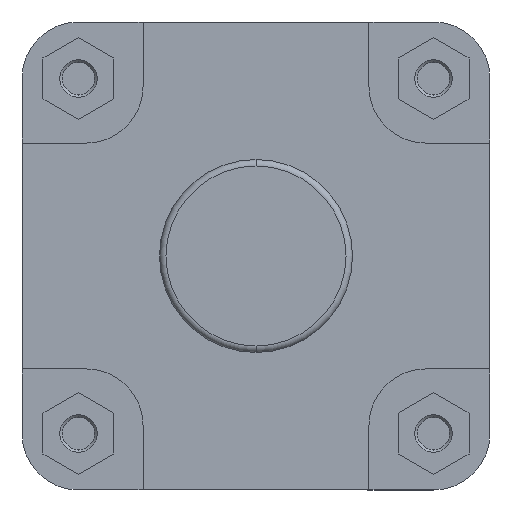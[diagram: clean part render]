
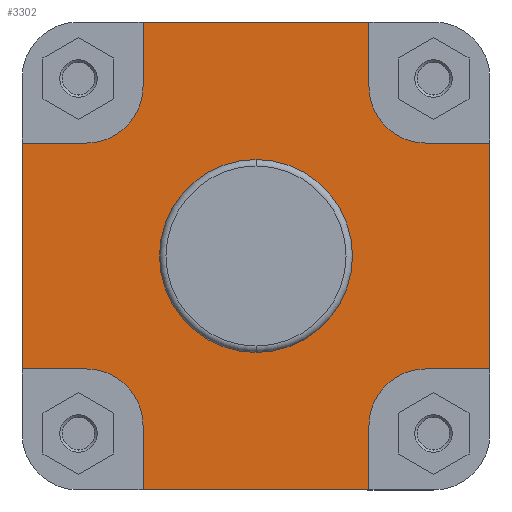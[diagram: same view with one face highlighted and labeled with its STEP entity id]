
A CAD part, left-side view. The second image highlights one B-rep face of the part: STEP entity #3302.
In plain terms, the highlighted planar face has unit normal (-1, 0, 0).
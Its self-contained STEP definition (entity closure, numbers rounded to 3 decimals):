
#353 = EDGE_LOOP ( 'NONE', ( #5960, #6140 ) ) ;
#414 = EDGE_LOOP ( 'NONE', ( #5859, #5907, #5984, #5864, #6017, #5986, #6032, #6181, #5957, #5958, #6121, #5963, #6020, #5970, #6137, #5969 ) ) ;
#452 = FACE_BOUND ( 'NONE', #353, .T. ) ;
#456 = FACE_OUTER_BOUND ( 'NONE', #414, .T. ) ;
#752 = VERTEX_POINT ( 'NONE', #1817 ) ;
#763 = CARTESIAN_POINT ( 'NONE',  ( 46., 72.5, 35. ) ) ;
#796 = CARTESIAN_POINT ( 'NONE',  ( 46., 72.5, -35. ) ) ;
#910 = VERTEX_POINT ( 'NONE', #1083 ) ;
#923 = CARTESIAN_POINT ( 'NONE',  ( 46., 0., 29.9 ) ) ;
#1043 = VERTEX_POINT ( 'NONE', #1614 ) ;
#1083 = CARTESIAN_POINT ( 'NONE',  ( 46., 35., -72.5 ) ) ;
#1109 = VERTEX_POINT ( 'NONE', #2012 ) ;
#1120 = VERTEX_POINT ( 'NONE', #1711 ) ;
#1123 = VERTEX_POINT ( 'NONE', #1952 ) ;
#1130 = CARTESIAN_POINT ( 'NONE',  ( 46., -35., -52.5 ) ) ;
#1153 = VERTEX_POINT ( 'NONE', #1130 ) ;
#1201 = VERTEX_POINT ( 'NONE', #2020 ) ;
#1203 = VERTEX_POINT ( 'NONE', #2037 ) ;
#1328 = VECTOR ( 'NONE', #6960, 1000. ) ;
#1336 = LINE ( 'NONE', #6953, #1328 ) ;
#1344 = LINE ( 'NONE', #6970, #1350 ) ;
#1350 = VECTOR ( 'NONE', #6973, 1000. ) ;
#1391 = LINE ( 'NONE', #7000, #1396 ) ;
#1396 = VECTOR ( 'NONE', #7010, 1000. ) ;
#1455 = VERTEX_POINT ( 'NONE', #923 ) ;
#1470 = CARTESIAN_POINT ( 'NONE',  ( 46., -52.5, -35. ) ) ;
#1512 = CARTESIAN_POINT ( 'NONE',  ( 46., 0., -29.9 ) ) ;
#1513 = PLANE ( 'NONE',  #5177 ) ;
#1614 = CARTESIAN_POINT ( 'NONE',  ( 46., -52.5, 35. ) ) ;
#1625 = DIRECTION ( 'NONE',  ( 0., 0., -1. ) ) ;
#1665 = CARTESIAN_POINT ( 'NONE',  ( 46., 52.5, 35. ) ) ;
#1681 = VERTEX_POINT ( 'NONE', #1962 ) ;
#1711 = CARTESIAN_POINT ( 'NONE',  ( 46., 35., 52.5 ) ) ;
#1771 = VERTEX_POINT ( 'NONE', #1908 ) ;
#1798 = VERTEX_POINT ( 'NONE', #1512 ) ;
#1817 = CARTESIAN_POINT ( 'NONE',  ( 46., 35., -52.5 ) ) ;
#1825 = VERTEX_POINT ( 'NONE', #1665 ) ;
#1828 = CARTESIAN_POINT ( 'NONE',  ( 46., -72.5, -35. ) ) ;
#1846 = VERTEX_POINT ( 'NONE', #1470 ) ;
#1901 = VERTEX_POINT ( 'NONE', #796 ) ;
#1908 = CARTESIAN_POINT ( 'NONE',  ( 46., 52.5, -35. ) ) ;
#1952 = CARTESIAN_POINT ( 'NONE',  ( 46., -72.5, 35. ) ) ;
#1962 = CARTESIAN_POINT ( 'NONE',  ( 46., -35., -72.5 ) ) ;
#1963 = CARTESIAN_POINT ( 'NONE',  ( 46., 29.9, 0. ) ) ;
#1989 = DIRECTION ( 'NONE',  ( 1., 0., 0. ) ) ;
#1994 = VERTEX_POINT ( 'NONE', #763 ) ;
#2012 = CARTESIAN_POINT ( 'NONE',  ( 46., -35., 52.5 ) ) ;
#2020 = CARTESIAN_POINT ( 'NONE',  ( 46., 35., 72.5 ) ) ;
#2037 = CARTESIAN_POINT ( 'NONE',  ( 46., -35., 72.5 ) ) ;
#2099 = VERTEX_POINT ( 'NONE', #1828 ) ;
#2300 = CARTESIAN_POINT ( 'NONE',  ( 46., -159.641, -72.5 ) ) ;
#2301 = DIRECTION ( 'NONE',  ( 0., -1., 0. ) ) ;
#2332 = CARTESIAN_POINT ( 'NONE',  ( 46., 35., -72.5 ) ) ;
#2335 = DIRECTION ( 'NONE',  ( 0., 0., 1. ) ) ;
#2356 = CARTESIAN_POINT ( 'NONE',  ( 46., 72.5, 35. ) ) ;
#2359 = DIRECTION ( 'NONE',  ( 0., -1., 0. ) ) ;
#2431 = CARTESIAN_POINT ( 'NONE',  ( 46., 52.5, 52.5 ) ) ;
#2444 = DIRECTION ( 'NONE',  ( -1., 0., 0. ) ) ;
#2445 = DIRECTION ( 'NONE',  ( 0., 0., -1. ) ) ;
#2459 = CARTESIAN_POINT ( 'NONE',  ( 46., -52.5, -52.5 ) ) ;
#2461 = CARTESIAN_POINT ( 'NONE',  ( 46., 52.5, -52.5 ) ) ;
#2463 = DIRECTION ( 'NONE',  ( -1., 0., 0. ) ) ;
#2464 = DIRECTION ( 'NONE',  ( 0., 0., -1. ) ) ;
#2468 = DIRECTION ( 'NONE',  ( -1., 0., 0. ) ) ;
#2469 = DIRECTION ( 'NONE',  ( 0., 0., -1. ) ) ;
#2476 = CARTESIAN_POINT ( 'NONE',  ( 46., 52.5, -35. ) ) ;
#2477 = DIRECTION ( 'NONE',  ( 0., 1., 0. ) ) ;
#2478 = CARTESIAN_POINT ( 'NONE',  ( 46., 72.5, 0. ) ) ;
#2479 = DIRECTION ( 'NONE',  ( 0., 0., 1. ) ) ;
#2543 = CARTESIAN_POINT ( 'NONE',  ( 46., 0., 0. ) ) ;
#2550 = DIRECTION ( 'NONE',  ( -1., 0., 0. ) ) ;
#2551 = DIRECTION ( 'NONE',  ( 0., 0., 1. ) ) ;
#3302 = ADVANCED_FACE ( 'NONE', ( #452, #456 ), #1513, .F. ) ;
#3744 = VECTOR ( 'NONE', #7050, 1000. ) ;
#3745 = LINE ( 'NONE', #7049, #3744 ) ;
#3901 = CIRCLE ( 'NONE', #5524, 29.9 ) ;
#3950 = CIRCLE ( 'NONE', #5531, 17.5 ) ;
#3961 = VECTOR ( 'NONE', #7425, 1000. ) ;
#3964 = LINE ( 'NONE', #7424, #3961 ) ;
#3969 = LINE ( 'NONE', #7418, #3970 ) ;
#3970 = VECTOR ( 'NONE', #7419, 1000. ) ;
#3979 = LINE ( 'NONE', #7430, #3980 ) ;
#3980 = VECTOR ( 'NONE', #7431, 1000. ) ;
#4063 = LINE ( 'NONE', #2300, #4068 ) ;
#4068 = VECTOR ( 'NONE', #2301, 1000. ) ;
#4093 = LINE ( 'NONE', #2332, #4106 ) ;
#4106 = VECTOR ( 'NONE', #2335, 1000. ) ;
#4112 = LINE ( 'NONE', #2356, #4121 ) ;
#4121 = VECTOR ( 'NONE', #2359, 1000. ) ;
#4188 = CIRCLE ( 'NONE', #5581, 17.5 ) ;
#4198 = CIRCLE ( 'NONE', #5590, 17.5 ) ;
#4199 = LINE ( 'NONE', #2476, #4202 ) ;
#4201 = CIRCLE ( 'NONE', #5591, 17.5 ) ;
#4202 = VECTOR ( 'NONE', #2477, 1000. ) ;
#4205 = LINE ( 'NONE', #2478, #4206 ) ;
#4206 = VECTOR ( 'NONE', #2479, 1000. ) ;
#4261 = CIRCLE ( 'NONE', #5602, 29.9 ) ;
#4648 = EDGE_CURVE ( 'NONE', #1043, #1123, #1336, .T. ) ;
#4654 = EDGE_CURVE ( 'NONE', #2099, #1123, #1344, .T. ) ;
#4669 = EDGE_CURVE ( 'NONE', #1201, #1203, #1391, .T. ) ;
#4685 = EDGE_CURVE ( 'NONE', #1203, #1109, #3745, .T. ) ;
#4778 = EDGE_CURVE ( 'NONE', #1455, #1798, #3901, .T. ) ;
#4807 = EDGE_CURVE ( 'NONE', #1109, #1043, #3950, .T. ) ;
#4827 = EDGE_CURVE ( 'NONE', #1153, #1681, #3969, .T. ) ;
#4829 = EDGE_CURVE ( 'NONE', #2099, #1846, #3964, .T. ) ;
#4832 = EDGE_CURVE ( 'NONE', #1120, #1201, #3979, .T. ) ;
#4894 = EDGE_CURVE ( 'NONE', #910, #1681, #4063, .T. ) ;
#4909 = EDGE_CURVE ( 'NONE', #910, #752, #4093, .T. ) ;
#4919 = EDGE_CURVE ( 'NONE', #1994, #1825, #4112, .T. ) ;
#4957 = EDGE_CURVE ( 'NONE', #1825, #1120, #4188, .T. ) ;
#4964 = EDGE_CURVE ( 'NONE', #752, #1771, #4198, .T. ) ;
#4966 = EDGE_CURVE ( 'NONE', #1846, #1153, #4201, .T. ) ;
#4969 = EDGE_CURVE ( 'NONE', #1771, #1901, #4199, .T. ) ;
#4970 = EDGE_CURVE ( 'NONE', #1901, #1994, #4205, .T. ) ;
#5001 = EDGE_CURVE ( 'NONE', #1798, #1455, #4261, .T. ) ;
#5177 = AXIS2_PLACEMENT_3D ( 'NONE', #1963, #1989, #1625 ) ;
#5524 = AXIS2_PLACEMENT_3D ( 'NONE', #7277, #7278, #7279 ) ;
#5531 = AXIS2_PLACEMENT_3D ( 'NONE', #7344, #7345, #7346 ) ;
#5581 = AXIS2_PLACEMENT_3D ( 'NONE', #2431, #2444, #2445 ) ;
#5590 = AXIS2_PLACEMENT_3D ( 'NONE', #2461, #2463, #2464 ) ;
#5591 = AXIS2_PLACEMENT_3D ( 'NONE', #2459, #2468, #2469 ) ;
#5602 = AXIS2_PLACEMENT_3D ( 'NONE', #2543, #2550, #2551 ) ;
#5859 = ORIENTED_EDGE ( 'NONE', *, *, #4894, .T. ) ;
#5864 = ORIENTED_EDGE ( 'NONE', *, *, #4829, .F. ) ;
#5907 = ORIENTED_EDGE ( 'NONE', *, *, #4827, .F. ) ;
#5957 = ORIENTED_EDGE ( 'NONE', *, *, #4669, .F. ) ;
#5958 = ORIENTED_EDGE ( 'NONE', *, *, #4832, .F. ) ;
#5960 = ORIENTED_EDGE ( 'NONE', *, *, #4778, .F. ) ;
#5963 = ORIENTED_EDGE ( 'NONE', *, *, #4919, .F. ) ;
#5969 = ORIENTED_EDGE ( 'NONE', *, *, #4909, .F. ) ;
#5970 = ORIENTED_EDGE ( 'NONE', *, *, #4969, .F. ) ;
#5984 = ORIENTED_EDGE ( 'NONE', *, *, #4966, .F. ) ;
#5986 = ORIENTED_EDGE ( 'NONE', *, *, #4648, .F. ) ;
#6017 = ORIENTED_EDGE ( 'NONE', *, *, #4654, .T. ) ;
#6020 = ORIENTED_EDGE ( 'NONE', *, *, #4970, .F. ) ;
#6032 = ORIENTED_EDGE ( 'NONE', *, *, #4807, .F. ) ;
#6121 = ORIENTED_EDGE ( 'NONE', *, *, #4957, .F. ) ;
#6137 = ORIENTED_EDGE ( 'NONE', *, *, #4964, .F. ) ;
#6140 = ORIENTED_EDGE ( 'NONE', *, *, #5001, .F. ) ;
#6181 = ORIENTED_EDGE ( 'NONE', *, *, #4685, .F. ) ;
#6953 = CARTESIAN_POINT ( 'NONE',  ( 46., -52.5, 35. ) ) ;
#6960 = DIRECTION ( 'NONE',  ( 0., -1., 0. ) ) ;
#6970 = CARTESIAN_POINT ( 'NONE',  ( 46., -72.5, 0. ) ) ;
#6973 = DIRECTION ( 'NONE',  ( 0., 0., 1. ) ) ;
#7000 = CARTESIAN_POINT ( 'NONE',  ( 46., -159.641, 72.5 ) ) ;
#7010 = DIRECTION ( 'NONE',  ( 0., -1., 0. ) ) ;
#7049 = CARTESIAN_POINT ( 'NONE',  ( 46., -35., 72.5 ) ) ;
#7050 = DIRECTION ( 'NONE',  ( 0., 0., -1. ) ) ;
#7277 = CARTESIAN_POINT ( 'NONE',  ( 46., 0., 0. ) ) ;
#7278 = DIRECTION ( 'NONE',  ( -1., 0., 0. ) ) ;
#7279 = DIRECTION ( 'NONE',  ( 0., 0., 1. ) ) ;
#7344 = CARTESIAN_POINT ( 'NONE',  ( 46., -52.5, 52.5 ) ) ;
#7345 = DIRECTION ( 'NONE',  ( -1., 0., 0. ) ) ;
#7346 = DIRECTION ( 'NONE',  ( 0., 0., -1. ) ) ;
#7418 = CARTESIAN_POINT ( 'NONE',  ( 46., -35., -52.5 ) ) ;
#7419 = DIRECTION ( 'NONE',  ( 0., 0., -1. ) ) ;
#7424 = CARTESIAN_POINT ( 'NONE',  ( 46., -72.5, -35. ) ) ;
#7425 = DIRECTION ( 'NONE',  ( 0., 1., 0. ) ) ;
#7430 = CARTESIAN_POINT ( 'NONE',  ( 46., 35., 52.5 ) ) ;
#7431 = DIRECTION ( 'NONE',  ( 0., 0., 1. ) ) ;
